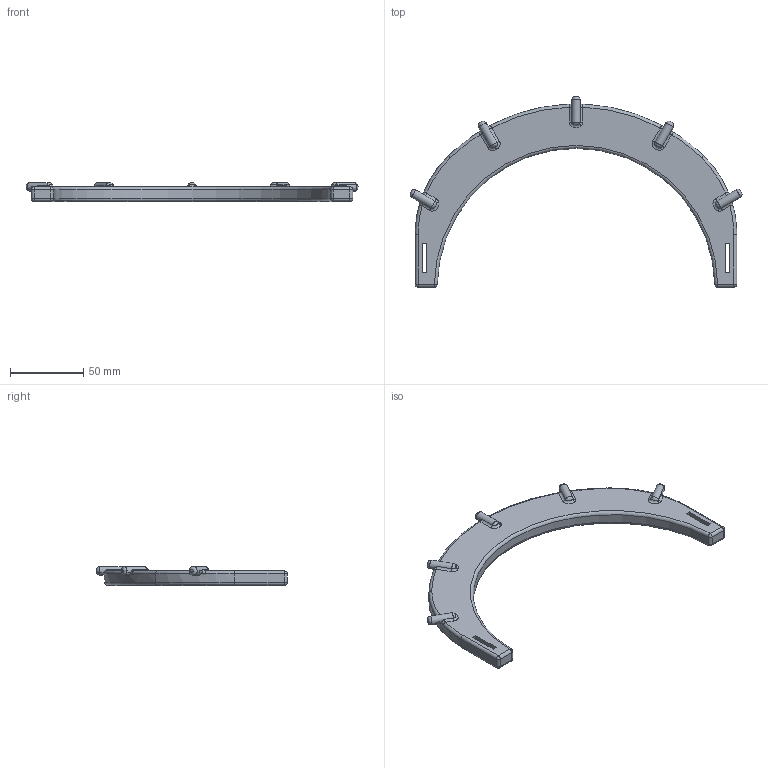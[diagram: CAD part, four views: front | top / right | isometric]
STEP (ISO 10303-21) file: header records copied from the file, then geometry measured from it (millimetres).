
FILE_DESCRIPTION(('CATIA V5 STEP Exchange'),'2;1');
FILE_NAME('BASE_SHIELD.stp','2020-03-11T21:50:55+00:00',('none'),('none'),'CATIA Version 5 Release 20 GA (IN-10)','CATIA V5 STEP AP203','none');
FILE_SCHEMA(('CONFIG_CONTROL_DESIGN'));
Length unit declared in the file: millimetre
Products named in the file (1): Part1
Bounding box: 227.14 x 130.3 x 13 mm (x, y, z)
Volume: 90326.8 mm3; surface area: 25544 mm2
Topology: 1 solids, 1 shells, 117 faces, 286 edges, 163 vertices
Faces by surface type: cylinder 37, bspline 22, plane 19, revolution 18, torus 13, sphere 8
Entity records: 5713 total; most frequent: CARTESIAN_POINT 3272, ORIENTED_EDGE 556, DIRECTION 350, EDGE_CURVE 278, AXIS2_PLACEMENT_3D 180, VERTEX_POINT 163, EDGE_LOOP 121, ADVANCED_FACE 117
